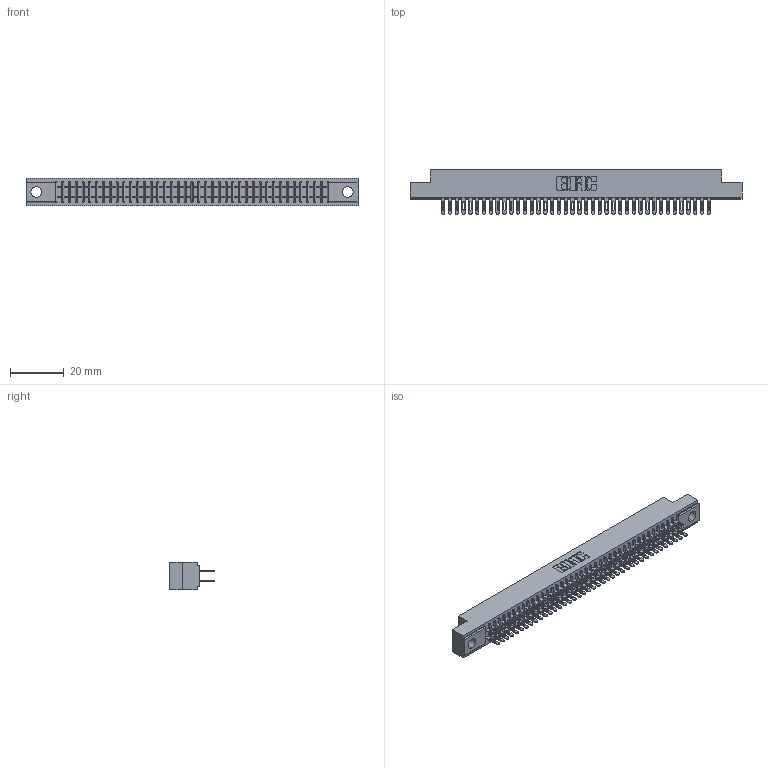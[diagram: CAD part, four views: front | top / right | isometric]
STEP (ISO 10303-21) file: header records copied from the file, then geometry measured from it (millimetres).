
FILE_DESCRIPTION (( 'STEP AP203' ), '1' );
FILE_NAME ('341-080-500-204.STEP', '2018-08-07T21:33:06', ( '' ), ( '' ), 'SwSTEP 2.0', 'SolidWorks 2016', '' );
FILE_SCHEMA (( 'CONFIG_CONTROL_DESIGN' ));
Length unit declared in the file: inch
Products named in the file (3): 341-292-001_341-292-100; 341-080-500-204; 341 Part_.156 (3.96) Dia Mounting Holes
Assembly tree (81 placements, depth 2):
  341-080-500-204
    341 Part_.156 (3.96) Dia Mounting Holes
    341-292-001_341-292-100  x80
Bounding box: 123.83 x 16.69 x 10.16 mm (x, y, z)
Volume: 9139.4 mm3; surface area: 16714 mm2
Topology: 81 solids, 81 shells, 5410 faces, 15672 edges, 10150 vertices
Faces by surface type: plane 3122, cylinder 2128, sphere 82, torus 78
Entity records: 49101 total; most frequent: CARTESIAN_POINT 8166, ORIENTED_EDGE 8112, DIRECTION 7922, EDGE_CURVE 4056, LINE 3278, VECTOR 3278, VERTEX_POINT 2566, AXIS2_PLACEMENT_3D 2322
